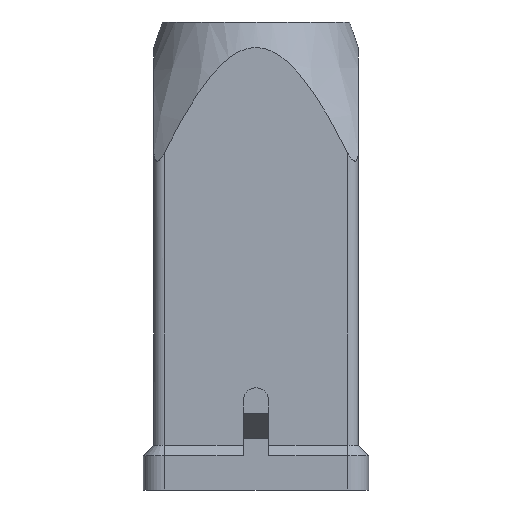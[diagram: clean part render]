
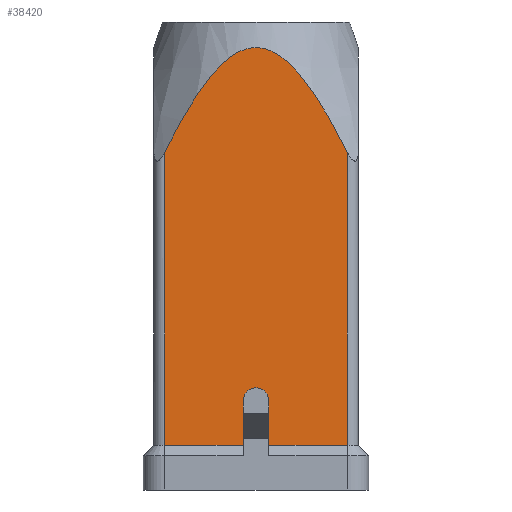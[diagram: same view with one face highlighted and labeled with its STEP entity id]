
A CAD part, front view. The second image highlights one B-rep face of the part: STEP entity #38420.
In plain terms, the highlighted planar face has unit normal (0, -1, 0).
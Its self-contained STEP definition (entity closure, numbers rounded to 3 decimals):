
#26180=CARTESIAN_POINT('',(-1.5,-12.,9.5));
#26190=VERTEX_POINT('',#26180);
#26240=CARTESIAN_POINT('',(0.,-12.,9.5));
#26250=DIRECTION('',(0.,1.,0.));
#26260=DIRECTION('',(0.,0.,1.));
#26270=AXIS2_PLACEMENT_3D('',#26240,#26250,#26260);
#26280=CIRCLE('',#26270,1.5);
#26290=CARTESIAN_POINT('',(1.5,-12.,9.5));
#26300=VERTEX_POINT('',#26290);
#26310=EDGE_CURVE('',#26190,#26300,#26280,.T.);
#26850=CARTESIAN_POINT('',(-1.5,-12.,5.25));
#26860=VERTEX_POINT('',#26850);
#26890=CARTESIAN_POINT('',(-1.5,-12.,5.25));
#26900=DIRECTION('',(0.,0.,1.));
#26910=VECTOR('',#26900,4.25);
#26920=LINE('',#26890,#26910);
#26930=EDGE_CURVE('',#26860,#26190,#26920,.T.);
#27110=CARTESIAN_POINT('',(1.5,-12.,9.5));
#27120=DIRECTION('',(0.,0.,-1.));
#27130=VECTOR('',#27120,4.25);
#27140=LINE('',#27110,#27130);
#27150=CARTESIAN_POINT('',(1.5,-12.,5.25));
#27160=VERTEX_POINT('',#27150);
#27170=EDGE_CURVE('',#26300,#27160,#27140,.T.);
#28640=CARTESIAN_POINT('',(-10.75,-12.,5.25));
#28650=VERTEX_POINT('',#28640);
#28680=CARTESIAN_POINT('',(-1.5,-12.,5.25));
#28690=DIRECTION('',(-1.,0.,0.));
#28700=VECTOR('',#28690,9.25);
#28710=LINE('',#28680,#28700);
#28720=EDGE_CURVE('',#26860,#28650,#28710,.T.);
#38010=CARTESIAN_POINT('',(10.75,-12.,0.));
#38020=DIRECTION('',(0.,-1.,0.));
#38030=DIRECTION('',(0.,0.,-1.));
#38040=AXIS2_PLACEMENT_3D('',#38010,#38020,#38030);
#38050=PLANE('',#38040);
#38060=ORIENTED_EDGE('',*,*,#26310,.T.);
#38070=ORIENTED_EDGE('',*,*,#26930,.T.);
#38080=ORIENTED_EDGE('',*,*,#28720,.F.);
#38090=CARTESIAN_POINT('',(-10.75,-12.,5.25));
#38100=DIRECTION('',(0.,0.,1.));
#38110=VECTOR('',#38100,34.417);
#38120=LINE('',#38090,#38110);
#38130=CARTESIAN_POINT('',(-10.75,-12.,39.667));
#38140=VERTEX_POINT('',#38130);
#38150=EDGE_CURVE('',#28650,#38140,#38120,.T.);
#38160=ORIENTED_EDGE('',*,*,#38150,.F.);
#38170=CARTESIAN_POINT('',(10.75,-12.,39.667));
#38180=CARTESIAN_POINT('',(0.,-12.,61.186));
#38190=CARTESIAN_POINT('',(-10.75,-12.,39.667));
#38200=(BOUNDED_CURVE() B_SPLINE_CURVE(2,(#38170,#38180,#38190),
.UNSPECIFIED.,.F.,.F.) B_SPLINE_CURVE_WITH_KNOTS((3,3),(
0.267,4.009),.UNSPECIFIED.) CURVE() 
GEOMETRIC_REPRESENTATION_ITEM() RATIONAL_B_SPLINE_CURVE((1.055
,1.417,1.055)) REPRESENTATION_ITEM(''));
#38210=CARTESIAN_POINT('',(10.75,-12.,39.667));
#38220=VERTEX_POINT('',#38210);
#38230=EDGE_CURVE('',#38220,#38140,#38200,.T.);
#38240=ORIENTED_EDGE('',*,*,#38230,.T.);
#38250=CARTESIAN_POINT('',(10.75,-12.,5.25));
#38260=DIRECTION('',(0.,0.,1.));
#38270=VECTOR('',#38260,34.417);
#38280=LINE('',#38250,#38270);
#38290=CARTESIAN_POINT('',(10.75,-12.,5.25));
#38300=VERTEX_POINT('',#38290);
#38310=EDGE_CURVE('',#38300,#38220,#38280,.T.);
#38320=ORIENTED_EDGE('',*,*,#38310,.T.);
#38330=CARTESIAN_POINT('',(10.75,-12.,5.25));
#38340=DIRECTION('',(-1.,0.,0.));
#38350=VECTOR('',#38340,9.25);
#38360=LINE('',#38330,#38350);
#38370=EDGE_CURVE('',#38300,#27160,#38360,.T.);
#38380=ORIENTED_EDGE('',*,*,#38370,.F.);
#38390=ORIENTED_EDGE('',*,*,#27170,.T.);
#38400=EDGE_LOOP('',(#38390,#38380,#38320,#38240,#38160,#38080,#38070,
#38060));
#38410=FACE_OUTER_BOUND('',#38400,.T.);
#38420=ADVANCED_FACE('',(#38410),#38050,.T.);
